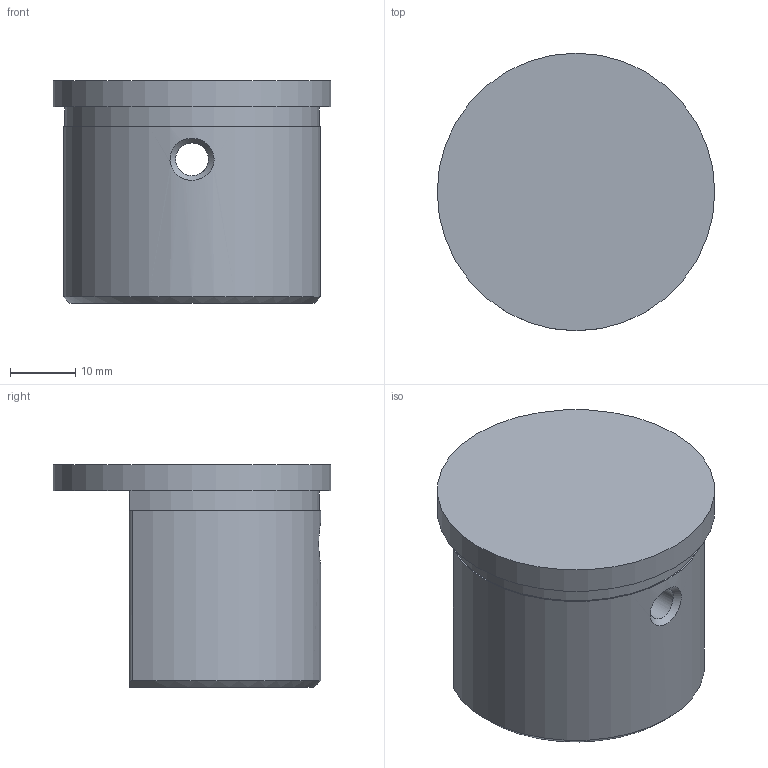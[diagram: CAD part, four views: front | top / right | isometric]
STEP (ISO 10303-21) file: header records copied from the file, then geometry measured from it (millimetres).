
FILE_DESCRIPTION (( 'STEP AP203' ), '1' );
FILE_NAME ('60328-240.step', '2019-10-23T11:39:31', ( '' ), ( '' ), 'SwSTEP 2.0', 'SolidWorks 2015', '' );
FILE_SCHEMA (( 'CONFIG_CONTROL_DESIGN' ));
Length unit declared in the file: millimetre
Products named in the file (2): 60328-240
Bounding box: 42.4 x 42.4 x 34 mm (x, y, z)
Volume: 9328.3 mm3; surface area: 8466.3 mm2
Topology: 1 solids, 1 shells, 440 faces, 1171 edges, 777 vertices
Faces by surface type: plane 250, bspline 170, cylinder 14, torus 2, sphere 2, cone 2
Full cylindrical faces by diameter (mm): 5 x1, 42.4 x1
Entity records: 23880 total; most frequent: CARTESIAN_POINT 13968, ORIENTED_EDGE 2324, DIRECTION 1391, EDGE_CURVE 1162, LINE 777, VECTOR 777, VERTEX_POINT 774, EDGE_LOOP 492
